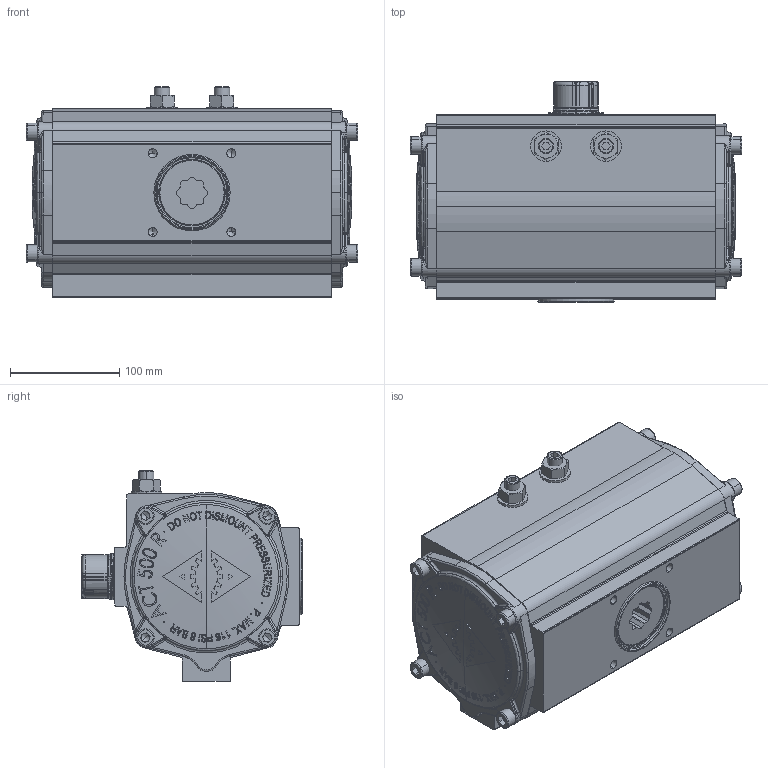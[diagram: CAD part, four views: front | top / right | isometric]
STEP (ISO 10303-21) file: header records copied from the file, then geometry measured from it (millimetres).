
FILE_DESCRIPTION (( 'STEP AP214' ), '1' );
FILE_NAME ('0500 ADA.STEP', '2011-12-07T11:02:00', ( 'ossuin - p' ), ( 'Ossuin' ), 'SwSTEP 2.0', 'SolidWorks 2010', '' );
FILE_SCHEMA (( 'AUTOMOTIVE_DESIGN' ));
Length unit declared in the file: millimetre
Products named in the file (10): Washer DIN 125 - A 15_Washer DIN 125 - A 15; DIN 912 M10 x 35 --- 35C_Default; Hexagon Nut ISO 4032 - M14 - D - C_Default; DIN 915 - M14 x 40-C_DIN 915 - M14 x 40-C; Tapon ﾘ45; E0500N; 0500 ADA; C0500; T0500c; CR0300
Assembly tree (20 placements, depth 2):
  0500 ADA
    Tapon ﾘ45
    DIN 912 M10 x 35 --- 35C_Default  x8
    E0500N
    Hexagon Nut ISO 4032 - M14 - D - C_Default  x2
    DIN 915 - M14 x 40-C_DIN 915 - M14 x 40-C  x2
    CR0300
    Washer DIN 125 - A 15_Washer DIN 125 - A 15  x2
    T0500c  x2
    C0500
Bounding box: 304 x 202.29 x 193.2 mm (x, y, z)
Volume: 2517578.4 mm3; surface area: 520028.1 mm2
Topology: 28 solids, 28 shells, 4845 faces, 13125 edges, 8425 vertices
Faces by surface type: plane 2552, cylinder 934, bspline 681, cone 255, torus 215, sphere 208
Entity records: 142191 total; most frequent: CARTESIAN_POINT 44705, ORIENTED_EDGE 17978, DIRECTION 17187, EDGE_CURVE 8989, AXIS2_PLACEMENT_3D 6692, VERTEX_POINT 5831, LINE 3803, VECTOR 3803
